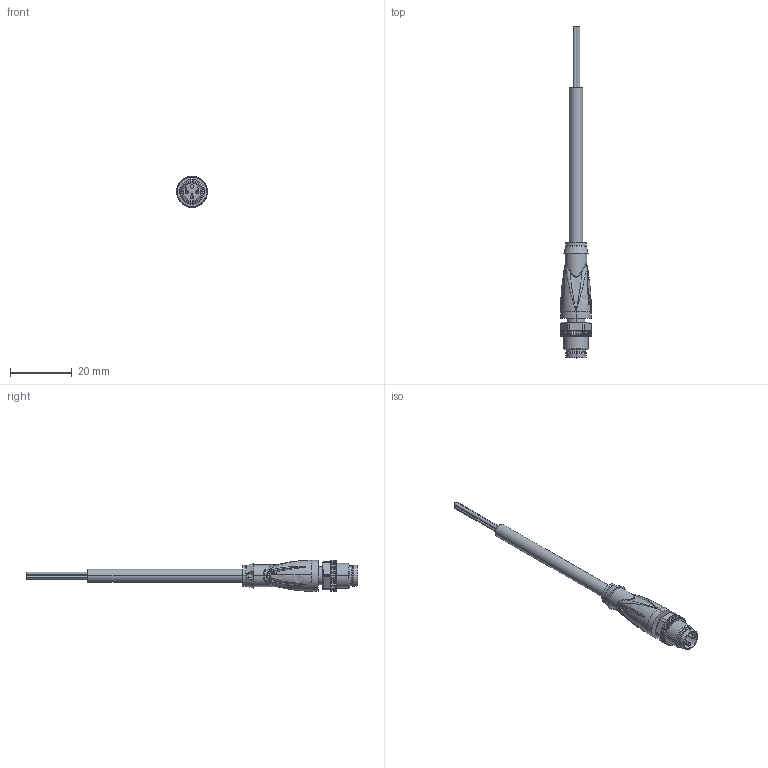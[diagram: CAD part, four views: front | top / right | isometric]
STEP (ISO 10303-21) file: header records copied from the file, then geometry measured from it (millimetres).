
FILE_DESCRIPTION(('STEP AP214'),'1');
FILE_NAME('cctmp_C44B43E8-A7C7-4200-88CE-A21B7267051F_2021_09_13_15_19_49_0160..stp','2021-09-13T13:19:54',('KiM GmbH'),('CADClick - www.CADClick.com'),'Spatial InterOp 3D postprocessed',' ','unknown authorization');
FILE_SCHEMA(('AUTOMOTIVE_DESIGN'));
Length unit declared in the file: millimetre
Products named in the file (5): cc_unnamed; Connection2; Cable; Connection1_1; Connection1
Assembly tree (4 placements, depth 2):
  cc_unnamed
    Connection2
    Cable
    Connection1_1
    Connection1
Bounding box: 10 x 107.3 x 10.15 mm (x, y, z)
Volume: 2623.2 mm3; surface area: 3378.4 mm2
Topology: 7 solids, 7 shells, 845 faces, 2285 edges, 1443 vertices
Faces by surface type: plane 369, cylinder 154, bspline 106, cone 96, torus 96, sphere 12, extrusion 12
Entity records: 102764 total; most frequent: CARTESIAN_POINT 73740, ORIENTED_EDGE 4498, DIRECTION 3777, STYLED_ITEM 2409, PRESENTATION_STYLE_ASSIGNMENT 2409, EDGE_CURVE 2249, CURVE_STYLE 1557, DRAUGHTING_PRE_DEFINED_CURVE_FONT 1557
